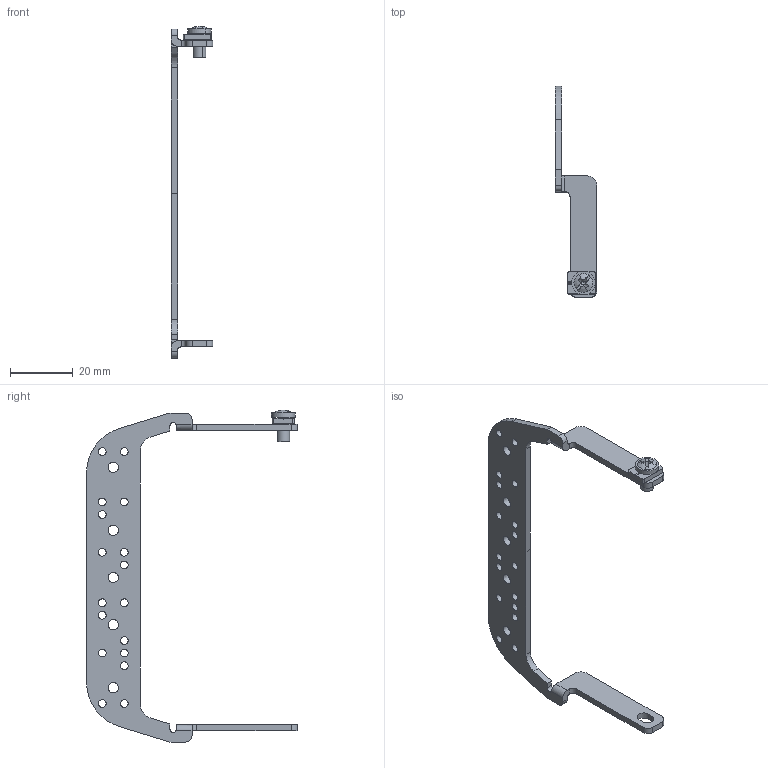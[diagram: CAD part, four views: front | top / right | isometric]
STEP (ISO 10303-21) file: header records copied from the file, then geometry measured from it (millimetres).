
FILE_DESCRIPTION(('CATIA V5 STEP Exchange','CAx-IF Rec.Pracs.--- Model Styling and Organization---1.5--- 2016-08-15','CAx-IF Rec.Pracs.---Supplemental Geometry---1.0---2011-11-01','CAx-IF Rec.Pracs.--- Composite Materials ---1.1---2010-07-15'),'2;1');
FILE_NAME ('002851-3_3', '2025-03-21T06:49:20+00:00', ('none'), ('Weidmueller'), 'CATIA Version 5-6 Release 2022 SP4 HF5', 'CATIA V5 STEP AP214 v3', 'none');
FILE_SCHEMA(('AUTOMOTIVE_DESIGN { 1 0 10303 214 1 1 1 1 }'));
Length unit declared in the file: millimetre
Products named in the file (1): 1000950001
Bounding box: 13.2 x 67 x 105.46 mm (x, y, z)
Volume: 4726.3 mm3; surface area: 6188.1 mm2
Topology: 1 solids, 1 shells, 171 faces, 504 edges, 331 vertices
Faces by surface type: cylinder 89, plane 73, cone 7, sphere 2
Entity records: 5497 total; most frequent: CARTESIAN_POINT 1197, ORIENTED_EDGE 1002, DIRECTION 659, EDGE_CURVE 501, VERTEX_POINT 331, AXIS2_PLACEMENT_3D 309, VECTOR 233, LINE 233
